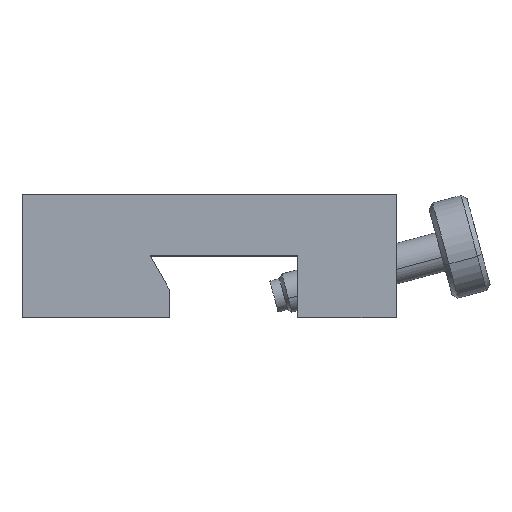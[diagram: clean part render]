
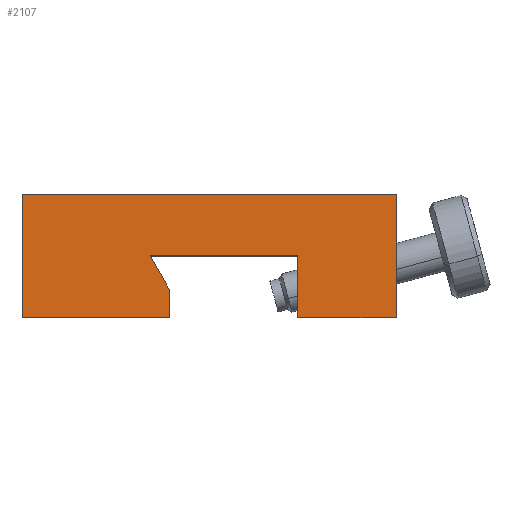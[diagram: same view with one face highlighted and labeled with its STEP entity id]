
A CAD part, top view. The second image highlights one B-rep face of the part: STEP entity #2107.
In plain terms, the highlighted planar face has unit normal (0, 0, 1).
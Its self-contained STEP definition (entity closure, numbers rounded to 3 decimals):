
#124 = DIRECTION ( 'NONE',  ( 0.5, -0.866, 0. ) ) ;
#131 = EDGE_CURVE ( 'NONE', #738, #2754, #2742, .T. ) ;
#161 = EDGE_CURVE ( 'NONE', #2302, #604, #462, .T. ) ;
#174 = EDGE_CURVE ( 'NONE', #3590, #2302, #3972, .T. ) ;
#198 = VERTEX_POINT ( 'NONE', #2593 ) ;
#261 = CARTESIAN_POINT ( 'NONE',  ( 17.134, -15.922, 87. ) ) ;
#345 = CARTESIAN_POINT ( 'NONE',  ( -38.866, -15.922, 87. ) ) ;
#462 = LINE ( 'NONE', #2569, #2123 ) ;
#584 = EDGE_CURVE ( 'NONE', #1956, #198, #1141, .T. ) ;
#604 = VERTEX_POINT ( 'NONE', #3656 ) ;
#674 = CARTESIAN_POINT ( 'NONE',  ( 37.134, -15.922, 87. ) ) ;
#725 = AXIS2_PLACEMENT_3D ( 'NONE', #3868, #3022, #1111 ) ;
#738 = VERTEX_POINT ( 'NONE', #674 ) ;
#804 = LINE ( 'NONE', #261, #3653 ) ;
#854 = LINE ( 'NONE', #2018, #2220 ) ;
#908 = DIRECTION ( 'NONE',  ( 0., 1., 0. ) ) ;
#924 = DIRECTION ( 'NONE',  ( 1., 0., 0. ) ) ;
#1024 = CARTESIAN_POINT ( 'NONE',  ( -38.866, 9.078, 87. ) ) ;
#1093 = ORIENTED_EDGE ( 'NONE', *, *, #2993, .T. ) ;
#1101 = EDGE_CURVE ( 'NONE', #2052, #3590, #804, .T. ) ;
#1111 = DIRECTION ( 'NONE',  ( 1., 0., 0. ) ) ;
#1141 = LINE ( 'NONE', #2751, #3935 ) ;
#1362 = EDGE_CURVE ( 'NONE', #2299, #2754, #2414, .T. ) ;
#1371 = ORIENTED_EDGE ( 'NONE', *, *, #584, .T. ) ;
#1390 = VECTOR ( 'NONE', #3677, 1000. ) ;
#1405 = CARTESIAN_POINT ( 'NONE',  ( -38.866, -15.922, 87. ) ) ;
#1418 = ORIENTED_EDGE ( 'NONE', *, *, #2965, .F. ) ;
#1540 = EDGE_CURVE ( 'NONE', #604, #198, #854, .T. ) ;
#1585 = CARTESIAN_POINT ( 'NONE',  ( -38.866, -15.922, 87. ) ) ;
#1633 = VECTOR ( 'NONE', #908, 1000. ) ;
#1647 = VECTOR ( 'NONE', #3749, 1000. ) ;
#1841 = ORIENTED_EDGE ( 'NONE', *, *, #131, .T. ) ;
#1916 = CARTESIAN_POINT ( 'NONE',  ( 17.134, -3.422, 87. ) ) ;
#1938 = CARTESIAN_POINT ( 'NONE',  ( 17.134, -15.922, 87. ) ) ;
#1956 = VERTEX_POINT ( 'NONE', #1405 ) ;
#1964 = DIRECTION ( 'NONE',  ( -1., 0., 0. ) ) ;
#2018 = CARTESIAN_POINT ( 'NONE',  ( -8.866, -10.35, 87. ) ) ;
#2034 = DIRECTION ( 'NONE',  ( 0., -1., 0. ) ) ;
#2052 = VERTEX_POINT ( 'NONE', #1938 ) ;
#2107 = ADVANCED_FACE ( 'NONE', ( #3119 ), #3299, .T. ) ;
#2123 = VECTOR ( 'NONE', #124, 1000. ) ;
#2190 = DIRECTION ( 'NONE',  ( 0., 1., 0. ) ) ;
#2220 = VECTOR ( 'NONE', #2034, 1000. ) ;
#2299 = VERTEX_POINT ( 'NONE', #3609 ) ;
#2302 = VERTEX_POINT ( 'NONE', #2714 ) ;
#2351 = VECTOR ( 'NONE', #1964, 1000. ) ;
#2414 = LINE ( 'NONE', #1024, #1647 ) ;
#2456 = LINE ( 'NONE', #345, #1633 ) ;
#2550 = VECTOR ( 'NONE', #2190, 1000. ) ;
#2569 = CARTESIAN_POINT ( 'NONE',  ( -12.866, -3.422, 87. ) ) ;
#2593 = CARTESIAN_POINT ( 'NONE',  ( -8.866, -15.922, 87. ) ) ;
#2714 = CARTESIAN_POINT ( 'NONE',  ( -12.866, -3.422, 87. ) ) ;
#2742 = LINE ( 'NONE', #3686, #2550 ) ;
#2751 = CARTESIAN_POINT ( 'NONE',  ( -38.866, -15.922, 87. ) ) ;
#2754 = VERTEX_POINT ( 'NONE', #2988 ) ;
#2762 = DIRECTION ( 'NONE',  ( 0., 1., 0. ) ) ;
#2960 = ORIENTED_EDGE ( 'NONE', *, *, #174, .F. ) ;
#2965 = EDGE_CURVE ( 'NONE', #1956, #2299, #2456, .T. ) ;
#2988 = CARTESIAN_POINT ( 'NONE',  ( 37.134, 9.078, 87. ) ) ;
#2993 = EDGE_CURVE ( 'NONE', #2052, #738, #3985, .T. ) ;
#3022 = DIRECTION ( 'NONE',  ( 0., 0., 1. ) ) ;
#3119 = FACE_OUTER_BOUND ( 'NONE', #3236, .T. ) ;
#3137 = ORIENTED_EDGE ( 'NONE', *, *, #1540, .F. ) ;
#3140 = ORIENTED_EDGE ( 'NONE', *, *, #1362, .F. ) ;
#3236 = EDGE_LOOP ( 'NONE', ( #3137, #3352, #2960, #3576, #1093, #1841, #3140, #1418, #1371 ) ) ;
#3299 = PLANE ( 'NONE',  #725 ) ;
#3352 = ORIENTED_EDGE ( 'NONE', *, *, #161, .F. ) ;
#3576 = ORIENTED_EDGE ( 'NONE', *, *, #1101, .F. ) ;
#3590 = VERTEX_POINT ( 'NONE', #1916 ) ;
#3609 = CARTESIAN_POINT ( 'NONE',  ( -38.866, 9.078, 87. ) ) ;
#3653 = VECTOR ( 'NONE', #2762, 1000. ) ;
#3656 = CARTESIAN_POINT ( 'NONE',  ( -8.866, -10.35, 87. ) ) ;
#3677 = DIRECTION ( 'NONE',  ( 1., 0., 0. ) ) ;
#3686 = CARTESIAN_POINT ( 'NONE',  ( 37.134, -15.922, 87. ) ) ;
#3749 = DIRECTION ( 'NONE',  ( 1., 0., 0. ) ) ;
#3795 = CARTESIAN_POINT ( 'NONE',  ( 17.134, -3.422, 87. ) ) ;
#3868 = CARTESIAN_POINT ( 'NONE',  ( -38.866, -15.922, 87. ) ) ;
#3935 = VECTOR ( 'NONE', #924, 1000. ) ;
#3972 = LINE ( 'NONE', #3795, #2351 ) ;
#3985 = LINE ( 'NONE', #1585, #1390 ) ;
